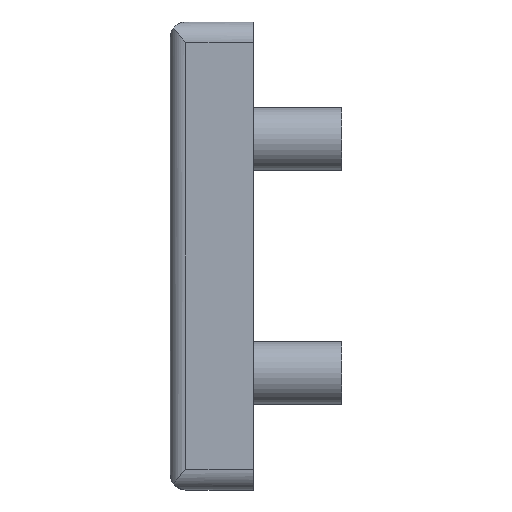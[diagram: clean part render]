
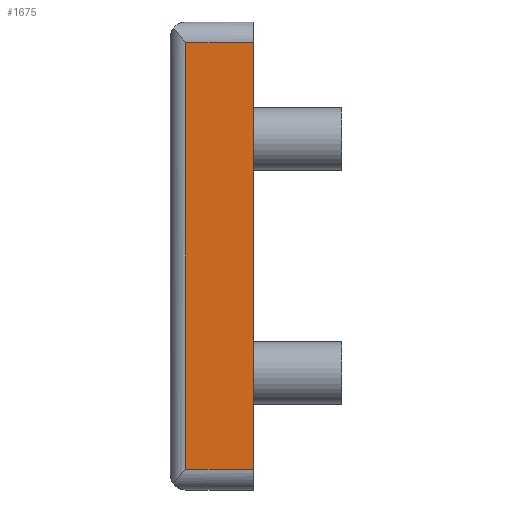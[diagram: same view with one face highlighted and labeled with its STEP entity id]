
A CAD part, left-side view. The second image highlights one B-rep face of the part: STEP entity #1675.
In plain terms, the highlighted planar face has unit normal (-1, 0, 0).
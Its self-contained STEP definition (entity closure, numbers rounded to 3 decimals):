
#38 = ORIENTED_EDGE ( 'NONE', *, *, #253, .T. ) ;
#84 = EDGE_CURVE ( 'NONE', #485, #1970, #669, .T. ) ;
#131 = VERTEX_POINT ( 'NONE', #1857 ) ;
#165 = DIRECTION ( 'NONE',  ( 0., 0., -1. ) ) ;
#237 = PLANE ( 'NONE',  #492 ) ;
#253 = EDGE_CURVE ( 'NONE', #1101, #485, #1590, .T. ) ;
#256 = ORIENTED_EDGE ( 'NONE', *, *, #436, .T. ) ;
#357 = CARTESIAN_POINT ( 'NONE',  ( -45., 13., 41. ) ) ;
#433 = ORIENTED_EDGE ( 'NONE', *, *, #84, .T. ) ;
#436 = EDGE_CURVE ( 'NONE', #131, #1101, #1511, .T. ) ;
#437 = ORIENTED_EDGE ( 'NONE', *, *, #1356, .T. ) ;
#455 = CARTESIAN_POINT ( 'NONE',  ( -45., 0., 41. ) ) ;
#485 = VERTEX_POINT ( 'NONE', #548 ) ;
#492 = AXIS2_PLACEMENT_3D ( 'NONE', #1455, #527, #1790 ) ;
#500 = FACE_OUTER_BOUND ( 'NONE', #1846, .T. ) ;
#527 = DIRECTION ( 'NONE',  ( -1., 0., 0. ) ) ;
#548 = CARTESIAN_POINT ( 'NONE',  ( -45., 0., 41. ) ) ;
#617 = CARTESIAN_POINT ( 'NONE',  ( -45., 13., 41. ) ) ;
#669 = LINE ( 'NONE', #455, #1098 ) ;
#694 = VECTOR ( 'NONE', #1799, 1000. ) ;
#768 = VECTOR ( 'NONE', #1157, 1000. ) ;
#794 = DIRECTION ( 'NONE',  ( 0., 1., 0. ) ) ;
#865 = CARTESIAN_POINT ( 'NONE',  ( -45., 0., -41. ) ) ;
#1075 = VECTOR ( 'NONE', #165, 1000. ) ;
#1098 = VECTOR ( 'NONE', #794, 1000. ) ;
#1101 = VERTEX_POINT ( 'NONE', #1272 ) ;
#1137 = CARTESIAN_POINT ( 'NONE',  ( -45., 0., 0. ) ) ;
#1157 = DIRECTION ( 'NONE',  ( 0., 0., 1. ) ) ;
#1272 = CARTESIAN_POINT ( 'NONE',  ( -45., 0., -41. ) ) ;
#1356 = EDGE_CURVE ( 'NONE', #1970, #131, #1934, .T. ) ;
#1455 = CARTESIAN_POINT ( 'NONE',  ( -45., 0., 41. ) ) ;
#1511 = LINE ( 'NONE', #865, #694 ) ;
#1590 = LINE ( 'NONE', #1137, #768 ) ;
#1675 = ADVANCED_FACE ( 'NONE', ( #500 ), #237, .T. ) ;
#1790 = DIRECTION ( 'NONE',  ( 0., 0., 1. ) ) ;
#1799 = DIRECTION ( 'NONE',  ( 0., -1., 0. ) ) ;
#1846 = EDGE_LOOP ( 'NONE', ( #38, #433, #437, #256 ) ) ;
#1857 = CARTESIAN_POINT ( 'NONE',  ( -45., 13., -41. ) ) ;
#1934 = LINE ( 'NONE', #617, #1075 ) ;
#1970 = VERTEX_POINT ( 'NONE', #357 ) ;
